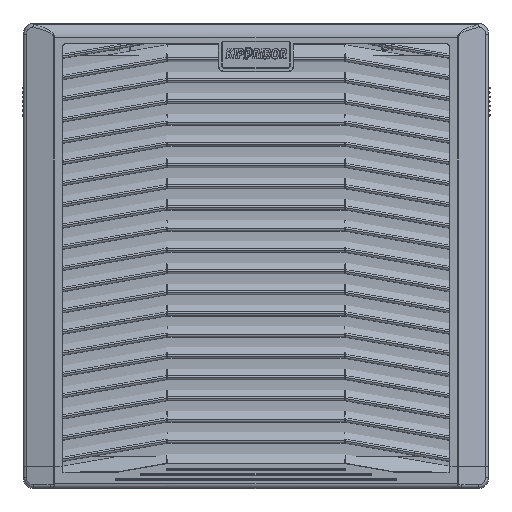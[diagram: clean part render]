
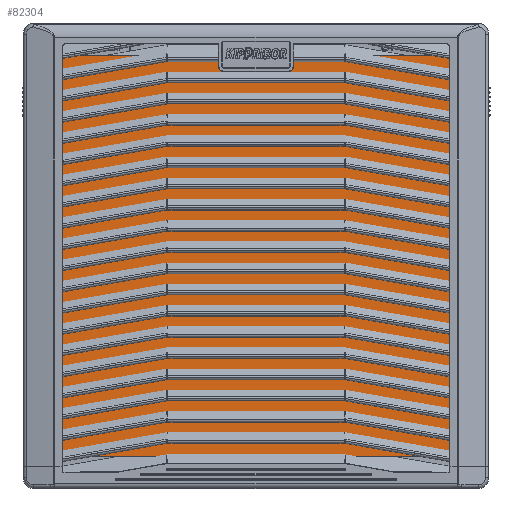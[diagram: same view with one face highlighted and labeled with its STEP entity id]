
A CAD part, top view. The second image highlights one B-rep face of the part: STEP entity #82304.
In plain terms, the highlighted planar face has unit normal (0, 0, 1).
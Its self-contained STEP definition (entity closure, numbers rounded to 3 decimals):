
#10586=FACE_OUTER_BOUND('',#15488,.T.);
#15488=EDGE_LOOP('',(#74975,#74976,#74977,#74978));
#23558=LINE('',#151363,#31637);
#23561=LINE('',#151369,#31640);
#23564=LINE('',#151375,#31643);
#23567=LINE('',#151379,#31646);
#31637=VECTOR('',#111178,10.);
#31640=VECTOR('',#111183,10.);
#31643=VECTOR('',#111188,10.);
#31646=VECTOR('',#111193,10.);
#39132=VERTEX_POINT('',#151360);
#39133=VERTEX_POINT('',#151362);
#39135=VERTEX_POINT('',#151368);
#39137=VERTEX_POINT('',#151374);
#51075=EDGE_CURVE('',#39133,#39132,#23558,.T.);
#51078=EDGE_CURVE('',#39135,#39133,#23561,.T.);
#51081=EDGE_CURVE('',#39137,#39135,#23564,.T.);
#51084=EDGE_CURVE('',#39132,#39137,#23567,.T.);
#74975=ORIENTED_EDGE('',*,*,#51084,.T.);
#74976=ORIENTED_EDGE('',*,*,#51081,.T.);
#74977=ORIENTED_EDGE('',*,*,#51078,.T.);
#74978=ORIENTED_EDGE('',*,*,#51075,.T.);
#77825=PLANE('',#89293);
#82304=ADVANCED_FACE('',(#10586),#77825,.T.);
#89293=AXIS2_PLACEMENT_3D('',#151381,#111196,#111197);
#111178=DIRECTION('',(0.,1.,0.));
#111183=DIRECTION('',(1.,0.,0.));
#111188=DIRECTION('',(0.,-1.,0.));
#111193=DIRECTION('',(-1.,0.,0.));
#111196=DIRECTION('center_axis',(0.,0.,1.));
#111197=DIRECTION('ref_axis',(1.,0.,0.));
#151360=CARTESIAN_POINT('',(107.5,110.,17.));
#151362=CARTESIAN_POINT('',(107.5,-110.,17.));
#151363=CARTESIAN_POINT('',(107.5,110.,17.));
#151368=CARTESIAN_POINT('',(-107.5,-110.,17.));
#151369=CARTESIAN_POINT('',(107.5,-110.,17.));
#151374=CARTESIAN_POINT('',(-107.5,110.,17.));
#151375=CARTESIAN_POINT('',(-107.5,-110.,17.));
#151379=CARTESIAN_POINT('',(-107.5,110.,17.));
#151381=CARTESIAN_POINT('Origin',(0.,0.,17.));
